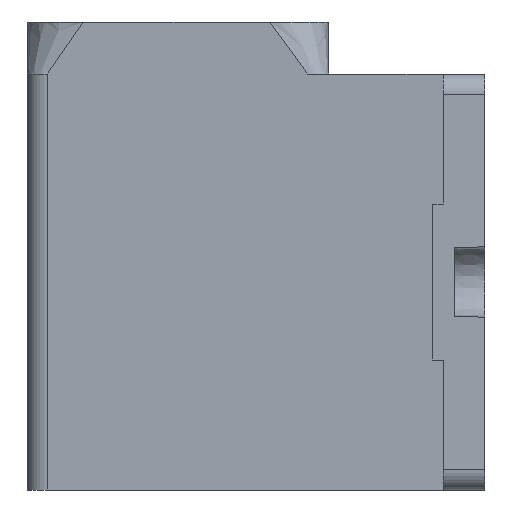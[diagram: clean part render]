
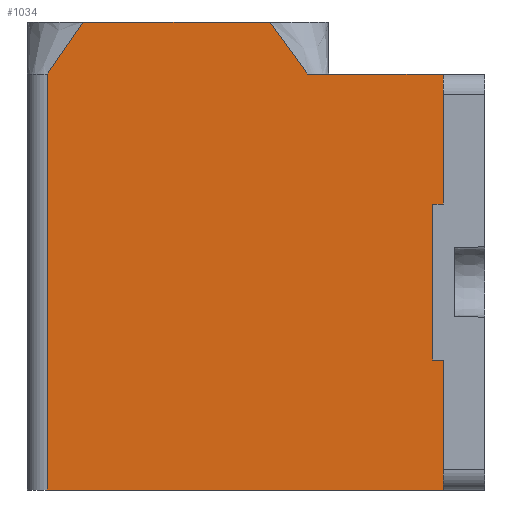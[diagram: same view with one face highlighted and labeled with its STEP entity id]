
A CAD part, left-side view. The second image highlights one B-rep face of the part: STEP entity #1034.
In plain terms, the highlighted planar face has unit normal (-1, 0.026, 0).
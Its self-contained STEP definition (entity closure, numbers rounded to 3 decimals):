
#900=(
BOUNDED_CURVE()
B_SPLINE_CURVE(3,(#7083,#7084,#7085,#7086,#7087,#7088,#7089,#7090,#7091,
#7092),.UNSPECIFIED.,.F.,.F.)
B_SPLINE_CURVE_WITH_KNOTS((4,3,3,4),(0.,0.16,0.44,1.),.UNSPECIFIED.)
CURVE()
GEOMETRIC_REPRESENTATION_ITEM()
RATIONAL_B_SPLINE_CURVE((1.,1.,1.,1.,1.,1.,1.,1.,1.,1.))
REPRESENTATION_ITEM('')
);
#901=(
BOUNDED_CURVE()
B_SPLINE_CURVE(3,(#7093,#7094,#7095,#7096,#7097,#7098,#7099,#7100,#7101,
#7102),.UNSPECIFIED.,.F.,.F.)
B_SPLINE_CURVE_WITH_KNOTS((4,3,3,4),(0.,0.56,0.84,1.),.UNSPECIFIED.)
CURVE()
GEOMETRIC_REPRESENTATION_ITEM()
RATIONAL_B_SPLINE_CURVE((1.,1.,1.,1.,1.,1.,1.,1.,1.,1.))
REPRESENTATION_ITEM('')
);
#956=PLANE('',#4845);
#1034=ADVANCED_FACE('',(#1164),#956,.T.);
#1164=FACE_OUTER_BOUND('',#1284,.T.);
#1284=EDGE_LOOP('',(#1808,#1809,#1810,#1811,#1812,#1813,#1814,#1815,#1816,
#1817,#1818,#1819,#1820));
#1808=ORIENTED_EDGE('',*,*,#2678,.F.);
#1809=ORIENTED_EDGE('',*,*,#2679,.T.);
#1810=ORIENTED_EDGE('',*,*,#2680,.T.);
#1811=ORIENTED_EDGE('',*,*,#2681,.T.);
#1812=ORIENTED_EDGE('',*,*,#2666,.T.);
#1813=ORIENTED_EDGE('',*,*,#2682,.T.);
#1814=ORIENTED_EDGE('',*,*,#2683,.T.);
#1815=ORIENTED_EDGE('',*,*,#2621,.T.);
#1816=ORIENTED_EDGE('',*,*,#2620,.T.);
#1817=ORIENTED_EDGE('',*,*,#2619,.T.);
#1818=ORIENTED_EDGE('',*,*,#2670,.T.);
#1819=ORIENTED_EDGE('',*,*,#2684,.T.);
#1820=ORIENTED_EDGE('',*,*,#2685,.T.);
#2306=VERTEX_POINT('',#6746);
#2307=VERTEX_POINT('',#6748);
#2308=VERTEX_POINT('',#6750);
#2309=VERTEX_POINT('',#6752);
#2341=VERTEX_POINT('',#7049);
#2342=VERTEX_POINT('',#7051);
#2344=VERTEX_POINT('',#7061);
#2349=VERTEX_POINT('',#7077);
#2350=VERTEX_POINT('',#7078);
#2351=VERTEX_POINT('',#7080);
#2352=VERTEX_POINT('',#7082);
#2353=VERTEX_POINT('',#7103);
#2354=VERTEX_POINT('',#7106);
#2619=EDGE_CURVE('',#2307,#2306,#3735,.T.);
#2620=EDGE_CURVE('',#2308,#2307,#3736,.T.);
#2621=EDGE_CURVE('',#2309,#2308,#3737,.T.);
#2666=EDGE_CURVE('',#2342,#2341,#3755,.T.);
#2670=EDGE_CURVE('',#2306,#2344,#3757,.T.);
#2678=EDGE_CURVE('',#2349,#2350,#3761,.T.);
#2679=EDGE_CURVE('',#2349,#2351,#3762,.T.);
#2680=EDGE_CURVE('',#2351,#2352,#3763,.T.);
#2681=EDGE_CURVE('',#2352,#2342,#900,.T.);
#2682=EDGE_CURVE('',#2341,#2353,#901,.T.);
#2683=EDGE_CURVE('',#2353,#2309,#3764,.T.);
#2684=EDGE_CURVE('',#2344,#2354,#3765,.T.);
#2685=EDGE_CURVE('',#2354,#2350,#3766,.T.);
#3735=LINE('',#6747,#4121);
#3736=LINE('',#6749,#4122);
#3737=LINE('',#6751,#4123);
#3755=LINE('',#7050,#4141);
#3757=LINE('',#7062,#4143);
#3761=LINE('',#7076,#4147);
#3762=LINE('',#7079,#4148);
#3763=LINE('',#7081,#4149);
#3764=LINE('',#7104,#4150);
#3765=LINE('',#7105,#4151);
#3766=LINE('',#7107,#4152);
#4121=VECTOR('',#5465,1.);
#4122=VECTOR('',#5466,1.);
#4123=VECTOR('',#5467,1.);
#4141=VECTOR('',#5537,1.);
#4143=VECTOR('',#5541,1.);
#4147=VECTOR('',#5557,1.);
#4148=VECTOR('',#5558,1.);
#4149=VECTOR('',#5559,1.);
#4150=VECTOR('',#5560,1.);
#4151=VECTOR('',#5561,1.);
#4152=VECTOR('',#5562,1.);
#4845=AXIS2_PLACEMENT_3D('',#7108,#5563,#5564);
#5465=DIRECTION('',(-0.026,-1.,0.));
#5466=DIRECTION('',(-0.026,-1.,0.));
#5467=DIRECTION('',(-0.026,-1.,0.));
#5537=DIRECTION('',(0.026,1.,0.));
#5541=DIRECTION('',(0.,0.,1.));
#5557=DIRECTION('',(0.026,1.,0.));
#5558=DIRECTION('',(0.,0.,1.));
#5559=DIRECTION('',(0.026,1.,0.));
#5560=DIRECTION('',(0.,0.,-1.));
#5561=DIRECTION('',(0.026,1.,0.));
#5562=DIRECTION('',(0.,0.,1.));
#5563=DIRECTION('',(-1.,0.026,0.));
#5564=DIRECTION('',(-0.026,-1.,0.));
#6746=CARTESIAN_POINT('',(-78.6,-51.,-90.));
#6747=CARTESIAN_POINT('',(-78.6,-51.,-90.));
#6748=CARTESIAN_POINT('',(-78.022,-28.939,-90.));
#6749=CARTESIAN_POINT('',(-77.212,2.022,-90.));
#6750=CARTESIAN_POINT('',(-77.263,0.052,-90.));
#6751=CARTESIAN_POINT('',(-77.212,2.022,-90.));
#6752=CARTESIAN_POINT('',(-76.607,25.105,-90.));
#7049=CARTESIAN_POINT('',(-76.786,18.288,0.));
#7050=CARTESIAN_POINT('',(-78.6,-51.,0.));
#7051=CARTESIAN_POINT('',(-77.728,-17.712,0.));
#7061=CARTESIAN_POINT('',(-78.6,-51.,-65.));
#7062=CARTESIAN_POINT('',(-78.6,-51.,-90.));
#7076=CARTESIAN_POINT('',(-78.6,-51.,-35.));
#7077=CARTESIAN_POINT('',(-78.6,-51.,-35.));
#7078=CARTESIAN_POINT('',(-78.548,-49.,-35.));
#7079=CARTESIAN_POINT('',(-78.6,-51.,-90.));
#7080=CARTESIAN_POINT('',(-78.6,-51.,-10.));
#7081=CARTESIAN_POINT('',(-78.6,-51.,-10.));
#7082=CARTESIAN_POINT('',(-77.916,-24.895,-10.));
#7083=CARTESIAN_POINT('',(-78.024,-29.,-15.714));
#7084=CARTESIAN_POINT('',(-77.988,-27.632,-13.81));
#7085=CARTESIAN_POINT('',(-77.952,-26.264,-11.905));
#7086=CARTESIAN_POINT('',(-77.916,-24.895,-10.));
#7087=CARTESIAN_POINT('',(-77.854,-22.501,-6.667));
#7088=CARTESIAN_POINT('',(-77.791,-20.106,-3.333));
#7089=CARTESIAN_POINT('',(-77.728,-17.712,0.));
#7090=CARTESIAN_POINT('',(-77.603,-12.923,6.667));
#7091=CARTESIAN_POINT('',(-77.478,-8.134,13.333));
#7092=CARTESIAN_POINT('',(-77.352,-3.346,20.));
#7093=CARTESIAN_POINT('',(-77.143,4.654,20.));
#7094=CARTESIAN_POINT('',(-77.024,9.199,13.333));
#7095=CARTESIAN_POINT('',(-76.905,13.743,6.667));
#7096=CARTESIAN_POINT('',(-76.786,18.288,0.));
#7097=CARTESIAN_POINT('',(-76.726,20.56,-3.333));
#7098=CARTESIAN_POINT('',(-76.667,22.832,-6.667));
#7099=CARTESIAN_POINT('',(-76.607,25.105,-10.));
#7100=CARTESIAN_POINT('',(-76.573,26.403,-11.905));
#7101=CARTESIAN_POINT('',(-76.539,27.702,-13.81));
#7102=CARTESIAN_POINT('',(-76.505,29.,-15.714));
#7103=CARTESIAN_POINT('',(-76.607,25.105,-10.));
#7104=CARTESIAN_POINT('',(-76.607,25.105,-90.));
#7105=CARTESIAN_POINT('',(-78.6,-51.,-65.));
#7106=CARTESIAN_POINT('',(-78.548,-49.,-65.));
#7107=CARTESIAN_POINT('',(-78.548,-49.,-90.));
#7108=CARTESIAN_POINT('',(-78.6,-51.,-90.));
